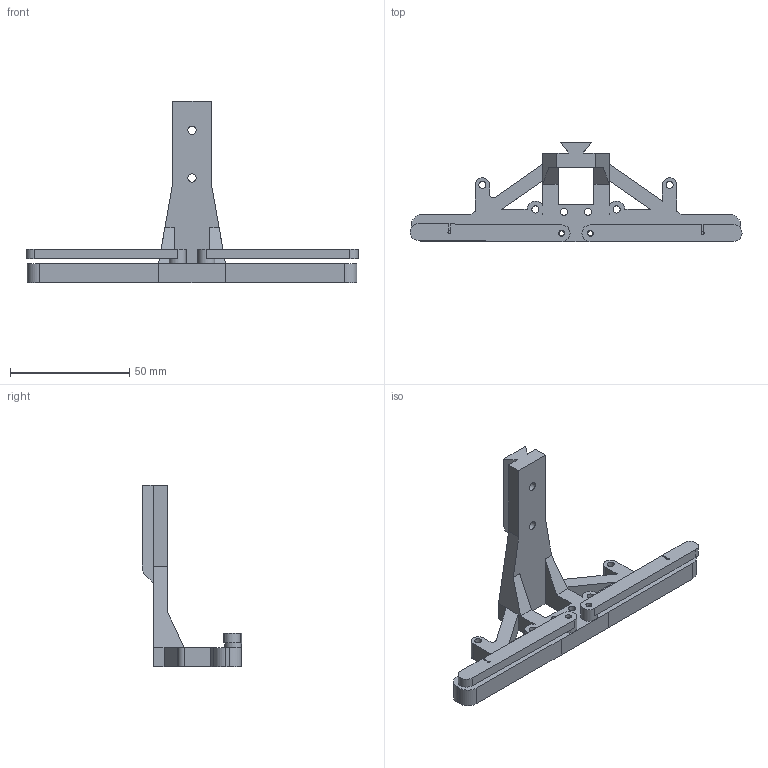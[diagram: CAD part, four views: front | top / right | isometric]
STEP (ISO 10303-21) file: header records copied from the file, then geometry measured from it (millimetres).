
FILE_DESCRIPTION(/* description */ (''),/* implementation_level */ '2;1');
FILE_NAME(/* name */ 'colorsensor_mounting.step',/* time_stamp */ '2025-11-29T23:53:39+03:00',/* author */ (''),/* organization */ (''),/* preprocessor_version */ 'ST-DEVELOPER v20.1',/* originating_system */ 'Autodesk Translation Framework v14.21.0.0',/* authorisation */ '');
FILE_SCHEMA (('AUTOMOTIVE_DESIGN { 1 0 10303 214 3 1 1 }'));
Length unit declared in the file: millimetre
Products named in the file (3): colorsensor_mounting; clicker; clicker v3(Mirror)
Assembly tree (2 placements, depth 2):
  colorsensor_mounting
    clicker
    clicker v3(Mirror)
Bounding box: 139 x 41.5 x 76 mm (x, y, z)
Volume: 34156.4 mm3; surface area: 17529.4 mm2
Topology: 3 solids, 3 shells, 101 faces, 297 edges, 196 vertices
Faces by surface type: plane 69, cylinder 32
Full cylindrical faces by diameter (mm): 1.2 x2, 2.1 x2, 2.5 x2, 3 x6, 3.5 x2, 5 x2, 7 x2
Entity records: 3549 total; most frequent: CARTESIAN_POINT 613, ORIENTED_EDGE 594, DIRECTION 587, EDGE_CURVE 297, LINE 219, VECTOR 219, VERTEX_POINT 196, AXIS2_PLACEMENT_3D 184
